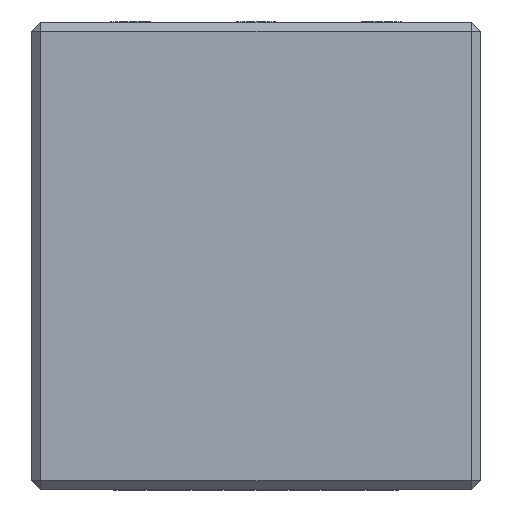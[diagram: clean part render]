
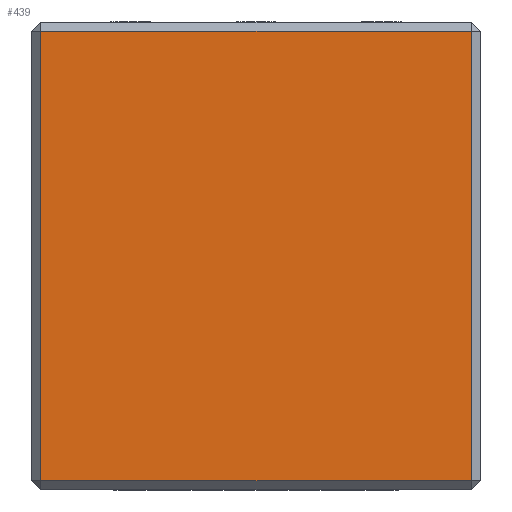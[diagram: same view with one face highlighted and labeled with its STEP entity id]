
A CAD part, left-side view. The second image highlights one B-rep face of the part: STEP entity #439.
In plain terms, the highlighted planar face has unit normal (-1, 0, 0).
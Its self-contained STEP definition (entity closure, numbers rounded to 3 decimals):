
#406 = VERTEX_POINT ( 'NONE', #1706 ) ;
#409 = VERTEX_POINT ( 'NONE', #1697 ) ;
#439 = ADVANCED_FACE ( 'NONE', ( #1725 ), #1656, .F. ) ;
#440 = EDGE_LOOP ( 'NONE', ( #441, #442, #443, #542 ) ) ;
#441 = ORIENTED_EDGE ( 'NONE', *, *, #500, .F. ) ;
#442 = ORIENTED_EDGE ( 'NONE', *, *, #613, .F. ) ;
#443 = ORIENTED_EDGE ( 'NONE', *, *, #444, .T. ) ;
#444 = EDGE_CURVE ( 'NONE', #409, #406, #1657, .T. ) ;
#476 = EDGE_CURVE ( 'NONE', #566, #406, #1921, .T. ) ;
#500 = EDGE_CURVE ( 'NONE', #587, #566, #1880, .T. ) ;
#542 = ORIENTED_EDGE ( 'NONE', *, *, #476, .F. ) ;
#566 = VERTEX_POINT ( 'NONE', #1769 ) ;
#587 = VERTEX_POINT ( 'NONE', #2069 ) ;
#613 = EDGE_CURVE ( 'NONE', #409, #587, #1954, .T. ) ;
#1649 = DIRECTION ( 'NONE',  ( 0., 0., -1. ) ) ;
#1650 = VECTOR ( 'NONE', #1649, 1000. ) ;
#1651 = CARTESIAN_POINT ( 'NONE',  ( -35., 23., 0. ) ) ;
#1652 = DIRECTION ( 'NONE',  ( 0., 1., 0. ) ) ;
#1653 = DIRECTION ( 'NONE',  ( 1., 0., 0. ) ) ;
#1654 = CARTESIAN_POINT ( 'NONE',  ( -35., -23., -24. ) ) ;
#1655 = AXIS2_PLACEMENT_3D ( 'NONE', #1654, #1653, #1652 ) ;
#1656 = PLANE ( 'NONE',  #1655 ) ;
#1657 = LINE ( 'NONE', #1651, #1650 ) ;
#1697 = CARTESIAN_POINT ( 'NONE',  ( -35., 23., 24. ) ) ;
#1706 = CARTESIAN_POINT ( 'NONE',  ( -35., 23., -24. ) ) ;
#1725 = FACE_OUTER_BOUND ( 'NONE', #440, .T. ) ;
#1757 = VECTOR ( 'NONE', #1762, 1000. ) ;
#1762 = DIRECTION ( 'NONE',  ( 0., 1., 0. ) ) ;
#1769 = CARTESIAN_POINT ( 'NONE',  ( -35., -23., -24. ) ) ;
#1877 = DIRECTION ( 'NONE',  ( 0., 0., -1. ) ) ;
#1878 = VECTOR ( 'NONE', #1877, 1000. ) ;
#1879 = CARTESIAN_POINT ( 'NONE',  ( -35., -23., 0. ) ) ;
#1880 = LINE ( 'NONE', #1879, #1878 ) ;
#1921 = LINE ( 'NONE', #1922, #1757 ) ;
#1922 = CARTESIAN_POINT ( 'NONE',  ( -35., 0., -24. ) ) ;
#1951 = DIRECTION ( 'NONE',  ( 0., -1., 0. ) ) ;
#1952 = VECTOR ( 'NONE', #1951, 1000. ) ;
#1953 = CARTESIAN_POINT ( 'NONE',  ( -35., 0., 24. ) ) ;
#1954 = LINE ( 'NONE', #1953, #1952 ) ;
#2069 = CARTESIAN_POINT ( 'NONE',  ( -35., -23., 24. ) ) ;
